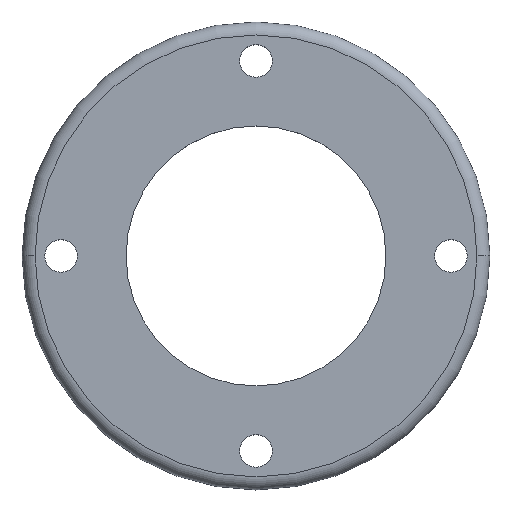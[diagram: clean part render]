
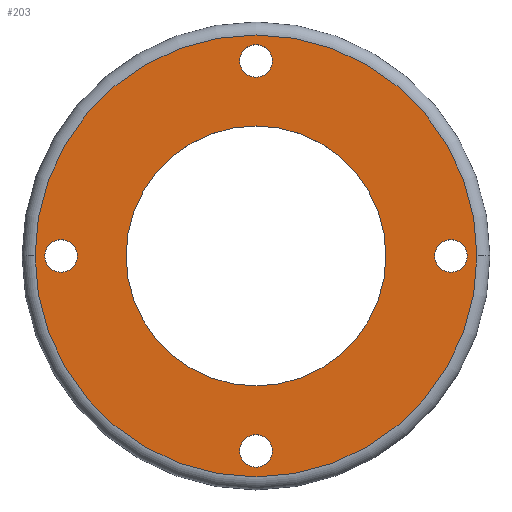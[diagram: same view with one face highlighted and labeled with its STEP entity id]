
A CAD part, top view. The second image highlights one B-rep face of the part: STEP entity #203.
In plain terms, the highlighted planar face has unit normal (0, 0, 1).
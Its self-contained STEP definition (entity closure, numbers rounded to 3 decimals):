
#9 = CARTESIAN_POINT ( 'NONE',  ( -17., 0., 5. ) ) ;
#13 = CARTESIAN_POINT ( 'NONE',  ( 1.25, 15., 5. ) ) ;
#18 = AXIS2_PLACEMENT_3D ( 'NONE', #596, #164, #116 ) ;
#29 = CARTESIAN_POINT ( 'NONE',  ( 17., 0., 5. ) ) ;
#40 = VERTEX_POINT ( 'NONE', #13 ) ;
#54 = DIRECTION ( 'NONE',  ( 0., 0., 1. ) ) ;
#67 = VERTEX_POINT ( 'NONE', #29 ) ;
#71 = AXIS2_PLACEMENT_3D ( 'NONE', #301, #508, #504 ) ;
#72 = CIRCLE ( 'NONE', #675, 10. ) ;
#76 = VERTEX_POINT ( 'NONE', #117 ) ;
#77 = EDGE_CURVE ( 'NONE', #151, #399, #393, .T. ) ;
#78 = DIRECTION ( 'NONE',  ( 1., 0., 0. ) ) ;
#82 = DIRECTION ( 'NONE',  ( 0., 0., 1. ) ) ;
#88 = EDGE_CURVE ( 'NONE', #40, #500, #198, .T. ) ;
#104 = CARTESIAN_POINT ( 'NONE',  ( 0., 0., 5. ) ) ;
#110 = DIRECTION ( 'NONE',  ( 1., 0., 0. ) ) ;
#115 = CARTESIAN_POINT ( 'NONE',  ( 15., 0., 5. ) ) ;
#116 = DIRECTION ( 'NONE',  ( 1., 0., 0. ) ) ;
#117 = CARTESIAN_POINT ( 'NONE',  ( 1.25, -15., 5. ) ) ;
#140 = FACE_BOUND ( 'NONE', #184, .T. ) ;
#142 = CIRCLE ( 'NONE', #18, 17. ) ;
#143 = AXIS2_PLACEMENT_3D ( 'NONE', #280, #175, #444 ) ;
#147 = FACE_BOUND ( 'NONE', #562, .T. ) ;
#148 = EDGE_CURVE ( 'NONE', #383, #235, #492, .T. ) ;
#151 = VERTEX_POINT ( 'NONE', #467 ) ;
#153 = CARTESIAN_POINT ( 'NONE',  ( 0., 0., 5. ) ) ;
#164 = DIRECTION ( 'NONE',  ( 0., 0., 1. ) ) ;
#166 = EDGE_CURVE ( 'NONE', #199, #76, #506, .T. ) ;
#167 = AXIS2_PLACEMENT_3D ( 'NONE', #386, #178, #340 ) ;
#175 = DIRECTION ( 'NONE',  ( 0., 0., 1. ) ) ;
#176 = DIRECTION ( 'NONE',  ( 0., 0., 1. ) ) ;
#178 = DIRECTION ( 'NONE',  ( 0., 0., 1. ) ) ;
#184 = EDGE_LOOP ( 'NONE', ( #215, #541 ) ) ;
#186 = AXIS2_PLACEMENT_3D ( 'NONE', #545, #599, #656 ) ;
#194 = AXIS2_PLACEMENT_3D ( 'NONE', #115, #585, #639 ) ;
#198 = CIRCLE ( 'NONE', #350, 1.25 ) ;
#199 = VERTEX_POINT ( 'NONE', #278 ) ;
#203 = ADVANCED_FACE ( 'NONE', ( #316, #605, #333, #147, #448, #140 ), #604, .T. ) ;
#204 = DIRECTION ( 'NONE',  ( 0., 0., 1. ) ) ;
#215 = ORIENTED_EDGE ( 'NONE', *, *, #655, .F. ) ;
#228 = EDGE_CURVE ( 'NONE', #500, #40, #255, .T. ) ;
#235 = VERTEX_POINT ( 'NONE', #548 ) ;
#248 = DIRECTION ( 'NONE',  ( 0., 0., 1. ) ) ;
#252 = ORIENTED_EDGE ( 'NONE', *, *, #376, .F. ) ;
#253 = DIRECTION ( 'NONE',  ( 1., 0., 0. ) ) ;
#255 = CIRCLE ( 'NONE', #143, 1.25 ) ;
#260 = CARTESIAN_POINT ( 'NONE',  ( -15., 0., 5. ) ) ;
#278 = CARTESIAN_POINT ( 'NONE',  ( -1.25, -15., 5. ) ) ;
#280 = CARTESIAN_POINT ( 'NONE',  ( 0., 15., 5. ) ) ;
#288 = EDGE_CURVE ( 'NONE', #235, #383, #564, .T. ) ;
#294 = VERTEX_POINT ( 'NONE', #670 ) ;
#301 = CARTESIAN_POINT ( 'NONE',  ( -15., 0., 5. ) ) ;
#302 = CIRCLE ( 'NONE', #341, 1.25 ) ;
#309 = CARTESIAN_POINT ( 'NONE',  ( -10., 0., 5. ) ) ;
#311 = CARTESIAN_POINT ( 'NONE',  ( -1.25, 15., 5. ) ) ;
#313 = ORIENTED_EDGE ( 'NONE', *, *, #166, .F. ) ;
#316 = FACE_OUTER_BOUND ( 'NONE', #486, .T. ) ;
#324 = EDGE_LOOP ( 'NONE', ( #579, #580 ) ) ;
#333 = FACE_BOUND ( 'NONE', #324, .T. ) ;
#340 = DIRECTION ( 'NONE',  ( 1., 0., 0. ) ) ;
#341 = AXIS2_PLACEMENT_3D ( 'NONE', #519, #54, #466 ) ;
#344 = CIRCLE ( 'NONE', #71, 1.25 ) ;
#349 = VERTEX_POINT ( 'NONE', #9 ) ;
#350 = AXIS2_PLACEMENT_3D ( 'NONE', #364, #532, #110 ) ;
#360 = ORIENTED_EDGE ( 'NONE', *, *, #288, .F. ) ;
#364 = CARTESIAN_POINT ( 'NONE',  ( 0., 15., 5. ) ) ;
#376 = EDGE_CURVE ( 'NONE', #399, #151, #344, .T. ) ;
#383 = VERTEX_POINT ( 'NONE', #401 ) ;
#386 = CARTESIAN_POINT ( 'NONE',  ( 15., 0., 5. ) ) ;
#389 = ORIENTED_EDGE ( 'NONE', *, *, #570, .T. ) ;
#390 = ORIENTED_EDGE ( 'NONE', *, *, #536, .F. ) ;
#393 = CIRCLE ( 'NONE', #527, 1.25 ) ;
#399 = VERTEX_POINT ( 'NONE', #450 ) ;
#401 = CARTESIAN_POINT ( 'NONE',  ( 13.75, 0., 5. ) ) ;
#412 = DIRECTION ( 'NONE',  ( 0., 0., 1. ) ) ;
#413 = EDGE_CURVE ( 'NONE', #67, #349, #480, .T. ) ;
#416 = DIRECTION ( 'NONE',  ( 1., 0., 0. ) ) ;
#444 = DIRECTION ( 'NONE',  ( 1., 0., 0. ) ) ;
#448 = FACE_BOUND ( 'NONE', #625, .T. ) ;
#450 = CARTESIAN_POINT ( 'NONE',  ( -13.75, 0., 5. ) ) ;
#456 = EDGE_LOOP ( 'NONE', ( #313, #390 ) ) ;
#461 = DIRECTION ( 'NONE',  ( 1., 0., 0. ) ) ;
#466 = DIRECTION ( 'NONE',  ( 1., 0., 0. ) ) ;
#467 = CARTESIAN_POINT ( 'NONE',  ( -16.25, 0., 5. ) ) ;
#476 = VERTEX_POINT ( 'NONE', #309 ) ;
#480 = CIRCLE ( 'NONE', #507, 17. ) ;
#486 = EDGE_LOOP ( 'NONE', ( #603, #389 ) ) ;
#487 = CARTESIAN_POINT ( 'NONE',  ( 0., 0., 5. ) ) ;
#488 = ORIENTED_EDGE ( 'NONE', *, *, #77, .F. ) ;
#492 = CIRCLE ( 'NONE', #194, 1.25 ) ;
#494 = CARTESIAN_POINT ( 'NONE',  ( 0., 0., 5. ) ) ;
#500 = VERTEX_POINT ( 'NONE', #311 ) ;
#504 = DIRECTION ( 'NONE',  ( 1., 0., 0. ) ) ;
#506 = CIRCLE ( 'NONE', #186, 1.25 ) ;
#507 = AXIS2_PLACEMENT_3D ( 'NONE', #153, #248, #461 ) ;
#508 = DIRECTION ( 'NONE',  ( 0., 0., 1. ) ) ;
#519 = CARTESIAN_POINT ( 'NONE',  ( 0., -15., 5. ) ) ;
#527 = AXIS2_PLACEMENT_3D ( 'NONE', #260, #204, #416 ) ;
#532 = DIRECTION ( 'NONE',  ( 0., 0., 1. ) ) ;
#536 = EDGE_CURVE ( 'NONE', #76, #199, #302, .T. ) ;
#538 = DIRECTION ( 'NONE',  ( 1., 0., 0. ) ) ;
#541 = ORIENTED_EDGE ( 'NONE', *, *, #559, .F. ) ;
#545 = CARTESIAN_POINT ( 'NONE',  ( 0., -15., 5. ) ) ;
#546 = AXIS2_PLACEMENT_3D ( 'NONE', #494, #82, #538 ) ;
#548 = CARTESIAN_POINT ( 'NONE',  ( 16.25, 0., 5. ) ) ;
#555 = ORIENTED_EDGE ( 'NONE', *, *, #148, .F. ) ;
#559 = EDGE_CURVE ( 'NONE', #476, #294, #72, .T. ) ;
#562 = EDGE_LOOP ( 'NONE', ( #488, #252 ) ) ;
#564 = CIRCLE ( 'NONE', #167, 1.25 ) ;
#565 = AXIS2_PLACEMENT_3D ( 'NONE', #487, #176, #78 ) ;
#570 = EDGE_CURVE ( 'NONE', #349, #67, #142, .T. ) ;
#579 = ORIENTED_EDGE ( 'NONE', *, *, #228, .F. ) ;
#580 = ORIENTED_EDGE ( 'NONE', *, *, #88, .F. ) ;
#585 = DIRECTION ( 'NONE',  ( 0., 0., 1. ) ) ;
#596 = CARTESIAN_POINT ( 'NONE',  ( 0., 0., 5. ) ) ;
#599 = DIRECTION ( 'NONE',  ( 0., 0., 1. ) ) ;
#603 = ORIENTED_EDGE ( 'NONE', *, *, #413, .T. ) ;
#604 = PLANE ( 'NONE',  #546 ) ;
#605 = FACE_BOUND ( 'NONE', #456, .T. ) ;
#610 = CIRCLE ( 'NONE', #565, 10. ) ;
#625 = EDGE_LOOP ( 'NONE', ( #555, #360 ) ) ;
#639 = DIRECTION ( 'NONE',  ( 1., 0., 0. ) ) ;
#655 = EDGE_CURVE ( 'NONE', #294, #476, #610, .T. ) ;
#656 = DIRECTION ( 'NONE',  ( 1., 0., 0. ) ) ;
#670 = CARTESIAN_POINT ( 'NONE',  ( 10., 0., 5. ) ) ;
#675 = AXIS2_PLACEMENT_3D ( 'NONE', #104, #412, #253 ) ;
